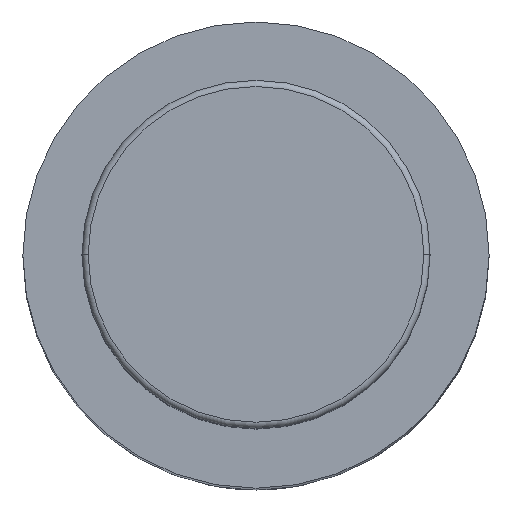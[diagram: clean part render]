
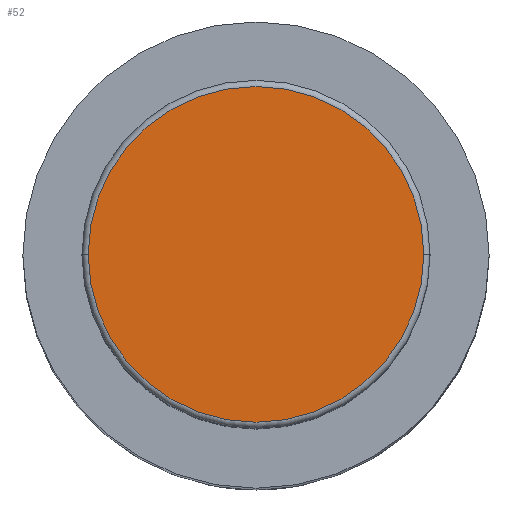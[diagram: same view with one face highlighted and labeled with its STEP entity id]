
A CAD part, top view. The second image highlights one B-rep face of the part: STEP entity #52.
In plain terms, the highlighted planar face has unit normal (0, 0, 1).
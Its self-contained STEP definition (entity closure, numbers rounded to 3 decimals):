
#7 = ORIENTED_EDGE ( 'NONE', *, *, #142, .T. ) ;
#52 = ADVANCED_FACE ( 'NONE', ( #2092 ), #2552, .T. ) ;
#142 = EDGE_CURVE ( 'NONE', #2539, #207, #180, .T. ) ;
#180 = CIRCLE ( 'NONE', #1311, 27. ) ;
#207 = VERTEX_POINT ( 'NONE', #880 ) ;
#346 = DIRECTION ( 'NONE',  ( 0., 0., 1. ) ) ;
#448 = ORIENTED_EDGE ( 'NONE', *, *, #1565, .T. ) ;
#880 = CARTESIAN_POINT ( 'NONE',  ( -27., 0., 230. ) ) ;
#1062 = CARTESIAN_POINT ( 'NONE',  ( 0., 0., 230. ) ) ;
#1083 = DIRECTION ( 'NONE',  ( 0., 0., 1. ) ) ;
#1311 = AXIS2_PLACEMENT_3D ( 'NONE', #1062, #1083, #1443 ) ;
#1407 = CARTESIAN_POINT ( 'NONE',  ( 27., 0., 230. ) ) ;
#1443 = DIRECTION ( 'NONE',  ( 1., 0., 0. ) ) ;
#1502 = DIRECTION ( 'NONE',  ( 1., 0., 0. ) ) ;
#1505 = AXIS2_PLACEMENT_3D ( 'NONE', #1635, #346, #1849 ) ;
#1565 = EDGE_CURVE ( 'NONE', #207, #2539, #1830, .T. ) ;
#1635 = CARTESIAN_POINT ( 'NONE',  ( 0., 0., 230. ) ) ;
#1830 = CIRCLE ( 'NONE', #1505, 27. ) ;
#1849 = DIRECTION ( 'NONE',  ( 1., 0., 0. ) ) ;
#2092 = FACE_OUTER_BOUND ( 'NONE', #2255, .T. ) ;
#2255 = EDGE_LOOP ( 'NONE', ( #7, #448 ) ) ;
#2509 = AXIS2_PLACEMENT_3D ( 'NONE', #2725, #2709, #1502 ) ;
#2539 = VERTEX_POINT ( 'NONE', #1407 ) ;
#2552 = PLANE ( 'NONE',  #2509 ) ;
#2709 = DIRECTION ( 'NONE',  ( 0., 0., 1. ) ) ;
#2725 = CARTESIAN_POINT ( 'NONE',  ( 0., 0., 230. ) ) ;
